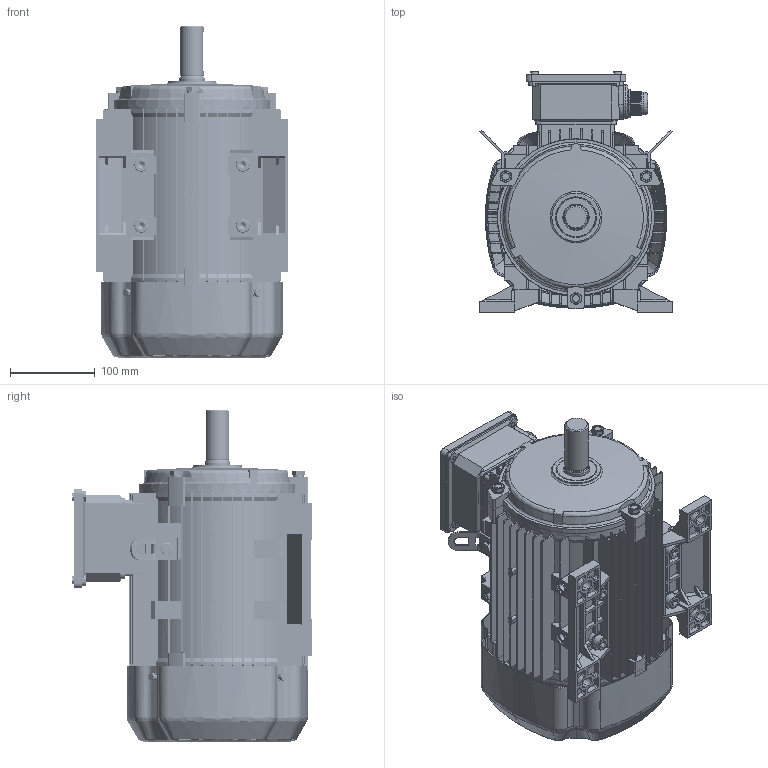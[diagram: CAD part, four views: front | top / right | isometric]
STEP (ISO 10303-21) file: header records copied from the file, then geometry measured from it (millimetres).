
FILE_DESCRIPTION(/* description */ (''),/* implementation_level */ '2;1');
FILE_NAME(/* name */ 'JL-112-B3.stp',/* time_stamp */ '2016-09-01T13:20:28+08:00',/* author */ (''),/* organization */ (''),/* preprocessor_version */ 'ST-DEVELOPER v16',/* originating_system */ 'SIEMENS PLM Software NX 10.0',/* authorisation */ '');
FILE_SCHEMA (('AUTOMOTIVE_DESIGN { 1 0 10303 214 3 1 1 1 }'));
Length unit declared in the file: millimetre
Products named in the file (1): pc05908BCBswtr
Bounding box: 227.33 x 284 x 392 mm (x, y, z)
Volume: 2223790.7 mm3; surface area: 1249228.5 mm2
Topology: 62 solids, 62 shells, 4752 faces, 13250 edges, 8777 vertices
Faces by surface type: plane 2554, cylinder 1566, bspline 246, cone 196, torus 190
Full cylindrical faces by diameter (mm): 2 x4, 4.2 x4, 4.48 x9, 4.8 x10, 5 x33, 5.3 x5, 5.8 x14, 6 x1, 7.188 x6, 8 x15, 8.58 x2, 9.1 x6, 10 x31, 10.715 x4, 11 x6, 12 x16, 13 x4, 14.785 x2, 16 x8, 17 x4, 17.188 x1, 17.785 x4, 18 x16, 20.312 x2, 23.438 x5, 24.219 x6, 25 x13, 25.781 x6, 26 x1, 26.562 x6
Entity records: 223928 total; most frequent: CARTESIAN_POINT 94856, ORIENTED_EDGE 25100, DIRECTION 22849, EDGE_CURVE 12550, VERTEX_POINT 8505, AXIS2_PLACEMENT_3D 7939, LINE 6971, VECTOR 6971
